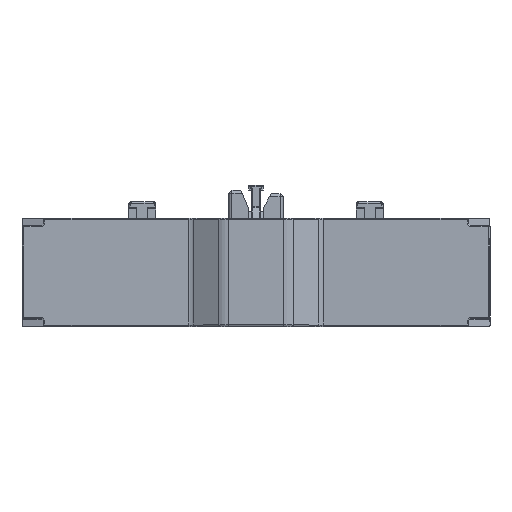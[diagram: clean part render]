
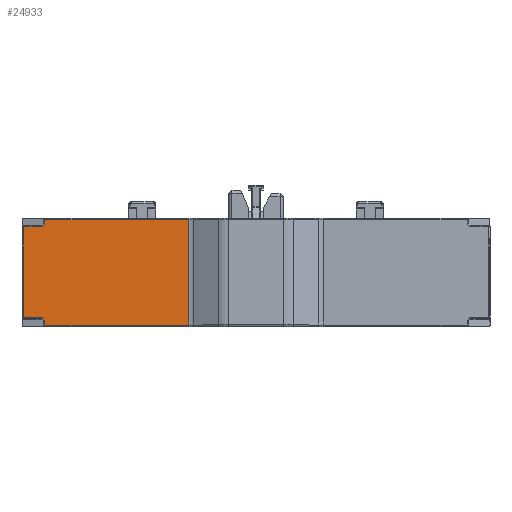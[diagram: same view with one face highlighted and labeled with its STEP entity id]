
A CAD part, top view. The second image highlights one B-rep face of the part: STEP entity #24933.
In plain terms, the highlighted face is planar.
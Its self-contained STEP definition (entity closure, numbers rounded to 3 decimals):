
#271 = DIRECTION ( 'NONE',  ( 0., 0., -1. ) ) ;
#354 = DIRECTION ( 'NONE',  ( 1., 0., 0. ) ) ;
#466 = EDGE_CURVE ( 'NONE', #24909, #7468, #27671, .T. ) ;
#823 = ORIENTED_EDGE ( 'NONE', *, *, #17612, .F. ) ;
#1781 = LINE ( 'NONE', #4658, #23837 ) ;
#2450 = VECTOR ( 'NONE', #16487, 1000. ) ;
#2467 = VECTOR ( 'NONE', #13159, 1000. ) ;
#2526 = AXIS2_PLACEMENT_3D ( 'NONE', #13896, #271, #13719 ) ;
#2820 = DIRECTION ( 'NONE',  ( -0.707, -0.707, 0. ) ) ;
#2891 = VERTEX_POINT ( 'NONE', #32515 ) ;
#3514 = VERTEX_POINT ( 'NONE', #17630 ) ;
#3747 = ORIENTED_EDGE ( 'NONE', *, *, #14123, .F. ) ;
#4658 = CARTESIAN_POINT ( 'NONE',  ( -8.55, -0.2, -40.117 ) ) ;
#4877 = ORIENTED_EDGE ( 'NONE', *, *, #11390, .F. ) ;
#5061 = CARTESIAN_POINT ( 'NONE',  ( -17.1, -3.7, -40.117 ) ) ;
#5105 = EDGE_CURVE ( 'NONE', #34024, #7468, #21859, .T. ) ;
#5487 = CARTESIAN_POINT ( 'NONE',  ( 0., -26.998, -40.117 ) ) ;
#7204 = VERTEX_POINT ( 'NONE', #12925 ) ;
#7468 = VERTEX_POINT ( 'NONE', #26153 ) ;
#7731 = VERTEX_POINT ( 'NONE', #25587 ) ;
#8243 = LINE ( 'NONE', #30254, #2450 ) ;
#8361 = LINE ( 'NONE', #27355, #19834 ) ;
#8614 = VECTOR ( 'NONE', #18110, 1000. ) ;
#8803 = DIRECTION ( 'NONE',  ( 0., 1., 0. ) ) ;
#9464 = ORIENTED_EDGE ( 'NONE', *, *, #28162, .F. ) ;
#9855 = CARTESIAN_POINT ( 'NONE',  ( -17.1, -26.998, -40.117 ) ) ;
#10578 = LINE ( 'NONE', #21673, #17735 ) ;
#10610 = DIRECTION ( 'NONE',  ( 0., -1., 0. ) ) ;
#11390 = EDGE_CURVE ( 'NONE', #2891, #29726, #24631, .T. ) ;
#11466 = CARTESIAN_POINT ( 'NONE',  ( 0., -26.998, -40.117 ) ) ;
#11870 = ORIENTED_EDGE ( 'NONE', *, *, #27489, .F. ) ;
#12594 = CARTESIAN_POINT ( 'NONE',  ( -17.1, -3.7, -40.117 ) ) ;
#12667 = VECTOR ( 'NONE', #33680, 1000. ) ;
#12925 = CARTESIAN_POINT ( 'NONE',  ( -15.9, -0.3, -40.117 ) ) ;
#13159 = DIRECTION ( 'NONE',  ( 0., 1., 0. ) ) ;
#13561 = LINE ( 'NONE', #13727, #26870 ) ;
#13719 = DIRECTION ( 'NONE',  ( 0., 1., 0. ) ) ;
#13727 = CARTESIAN_POINT ( 'NONE',  ( -8.55, -0.3, -40.117 ) ) ;
#13896 = CARTESIAN_POINT ( 'NONE',  ( -17.3, -27.4, -40.117 ) ) ;
#14123 = EDGE_CURVE ( 'NONE', #3514, #25114, #8361, .T. ) ;
#14827 = VERTEX_POINT ( 'NONE', #24596 ) ;
#15575 = VECTOR ( 'NONE', #10610, 1000. ) ;
#16375 = CARTESIAN_POINT ( 'NONE',  ( -1.2, -3.283, -40.117 ) ) ;
#16487 = DIRECTION ( 'NONE',  ( 0., -1., 0. ) ) ;
#16557 = ORIENTED_EDGE ( 'NONE', *, *, #18879, .F. ) ;
#16859 = EDGE_CURVE ( 'NONE', #26318, #25114, #10578, .T. ) ;
#17612 = EDGE_CURVE ( 'NONE', #26318, #14827, #26224, .T. ) ;
#17630 = CARTESIAN_POINT ( 'NONE',  ( -15.9, -3.283, -40.117 ) ) ;
#17647 = DIRECTION ( 'NONE',  ( -0.707, 0.707, 0. ) ) ;
#17735 = VECTOR ( 'NONE', #354, 1000. ) ;
#18110 = DIRECTION ( 'NONE',  ( 1., 0., 0. ) ) ;
#18524 = CARTESIAN_POINT ( 'NONE',  ( -16.317, -3.7, -40.117 ) ) ;
#18879 = EDGE_CURVE ( 'NONE', #7204, #3514, #8243, .T. ) ;
#19834 = VECTOR ( 'NONE', #2820, 1000. ) ;
#20307 = VECTOR ( 'NONE', #8803, 1000. ) ;
#21275 = EDGE_CURVE ( 'NONE', #29115, #29726, #1781, .T. ) ;
#21598 = EDGE_CURVE ( 'NONE', #7731, #7204, #13561, .T. ) ;
#21673 = CARTESIAN_POINT ( 'NONE',  ( -17.1, -3.7, -40.117 ) ) ;
#21742 = ORIENTED_EDGE ( 'NONE', *, *, #466, .T. ) ;
#21859 = LINE ( 'NONE', #11466, #20307 ) ;
#22002 = CARTESIAN_POINT ( 'NONE',  ( -0.783, -3.7, -40.117 ) ) ;
#22422 = VECTOR ( 'NONE', #26388, 1000. ) ;
#23031 = ORIENTED_EDGE ( 'NONE', *, *, #16859, .T. ) ;
#23043 = LINE ( 'NONE', #33876, #28331 ) ;
#23657 = DIRECTION ( 'NONE',  ( 1., 0., 0. ) ) ;
#23837 = VECTOR ( 'NONE', #23657, 1000. ) ;
#24596 = CARTESIAN_POINT ( 'NONE',  ( -17.1, -26.998, -40.117 ) ) ;
#24631 = LINE ( 'NONE', #16375, #2467 ) ;
#24909 = VERTEX_POINT ( 'NONE', #22002 ) ;
#24933 = ADVANCED_FACE ( 'NONE', ( #30973 ), #29999, .T. ) ;
#25114 = VERTEX_POINT ( 'NONE', #18524 ) ;
#25587 = CARTESIAN_POINT ( 'NONE',  ( -8.55, -0.3, -40.117 ) ) ;
#25824 = EDGE_CURVE ( 'NONE', #24909, #2891, #23043, .T. ) ;
#26112 = CARTESIAN_POINT ( 'NONE',  ( -1.2, -0.2, -40.117 ) ) ;
#26153 = CARTESIAN_POINT ( 'NONE',  ( 0., -3.7, -40.117 ) ) ;
#26224 = LINE ( 'NONE', #12594, #22422 ) ;
#26318 = VERTEX_POINT ( 'NONE', #5061 ) ;
#26388 = DIRECTION ( 'NONE',  ( 0., -1., 0. ) ) ;
#26620 = ORIENTED_EDGE ( 'NONE', *, *, #21598, .F. ) ;
#26870 = VECTOR ( 'NONE', #30187, 1000. ) ;
#27355 = CARTESIAN_POINT ( 'NONE',  ( -15.9, -3.283, -40.117 ) ) ;
#27489 = EDGE_CURVE ( 'NONE', #14827, #34024, #31337, .T. ) ;
#27671 = LINE ( 'NONE', #28199, #12667 ) ;
#28162 = EDGE_CURVE ( 'NONE', #29115, #7731, #31600, .T. ) ;
#28199 = CARTESIAN_POINT ( 'NONE',  ( -0.783, -3.7, -40.117 ) ) ;
#28211 = ORIENTED_EDGE ( 'NONE', *, *, #21275, .T. ) ;
#28331 = VECTOR ( 'NONE', #17647, 1000. ) ;
#28785 = ORIENTED_EDGE ( 'NONE', *, *, #25824, .F. ) ;
#29115 = VERTEX_POINT ( 'NONE', #30164 ) ;
#29726 = VERTEX_POINT ( 'NONE', #26112 ) ;
#29999 = PLANE ( 'NONE',  #2526 ) ;
#30114 = CARTESIAN_POINT ( 'NONE',  ( -8.55, -0.2, -40.117 ) ) ;
#30164 = CARTESIAN_POINT ( 'NONE',  ( -8.55, -0.2, -40.117 ) ) ;
#30187 = DIRECTION ( 'NONE',  ( -1., 0., 0. ) ) ;
#30254 = CARTESIAN_POINT ( 'NONE',  ( -15.9, -0.3, -40.117 ) ) ;
#30973 = FACE_OUTER_BOUND ( 'NONE', #33693, .T. ) ;
#31337 = LINE ( 'NONE', #9855, #8614 ) ;
#31600 = LINE ( 'NONE', #30114, #15575 ) ;
#32515 = CARTESIAN_POINT ( 'NONE',  ( -1.2, -3.283, -40.117 ) ) ;
#33680 = DIRECTION ( 'NONE',  ( 1., 0., 0. ) ) ;
#33693 = EDGE_LOOP ( 'NONE', ( #23031, #3747, #16557, #26620, #9464, #28211, #4877, #28785, #21742, #35178, #11870, #823 ) ) ;
#33876 = CARTESIAN_POINT ( 'NONE',  ( -0.783, -3.7, -40.117 ) ) ;
#34024 = VERTEX_POINT ( 'NONE', #5487 ) ;
#35178 = ORIENTED_EDGE ( 'NONE', *, *, #5105, .F. ) ;
